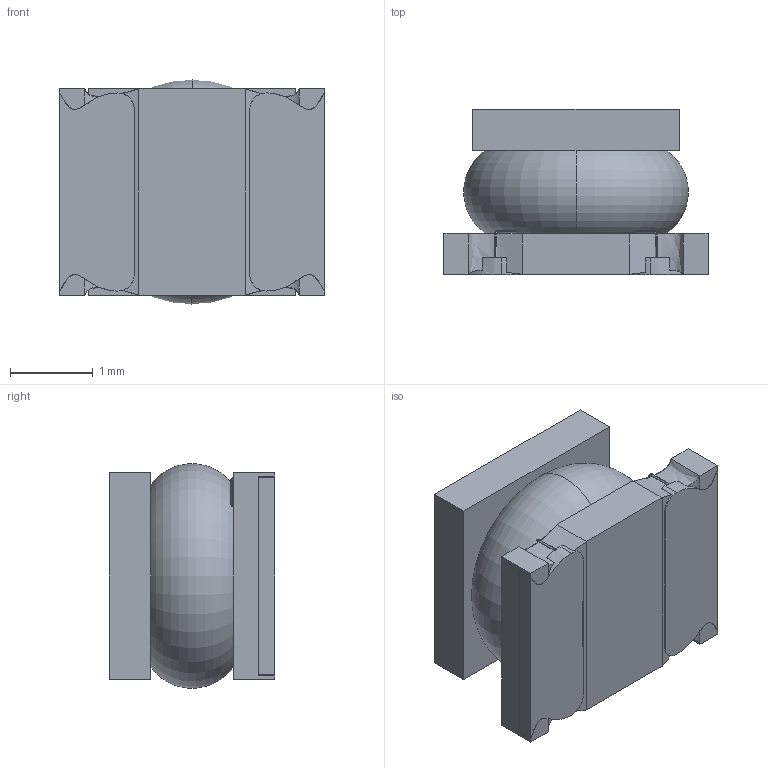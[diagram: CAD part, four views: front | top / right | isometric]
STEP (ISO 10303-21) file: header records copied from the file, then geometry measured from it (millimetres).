
FILE_DESCRIPTION (( 'STEP AP214' ), '1' );
FILE_NAME ('0FADADAB-11B7-4EA6-8431-8246F8CD64D3.STEP', '2025-08-04T10:33:01', ( '' ), ( '' ), 'SwSTEP 2.0', 'SolidWorks 2022', '' );
FILE_SCHEMA (( 'AUTOMOTIVE_DESIGN' ));
Length unit declared in the file: millimetre
Products named in the file (1): 0FADADAB-11B7-4EA6-8431-8246F8CD64D3
Bounding box: 3.2 x 2 x 2.72 mm (x, y, z)
Volume: 12.2 mm3; surface area: 41 mm2
Topology: 1 solids, 1 shells, 68 faces, 184 edges, 120 vertices
Faces by surface type: plane 32, bspline 18, cylinder 12, torus 6
Entity records: 3118 total; most frequent: CARTESIAN_POINT 1123, ORIENTED_EDGE 368, DIRECTION 268, EDGE_CURVE 184, VERTEX_POINT 120, LINE 90, VECTOR 90, AXIS2_PLACEMENT_3D 89
